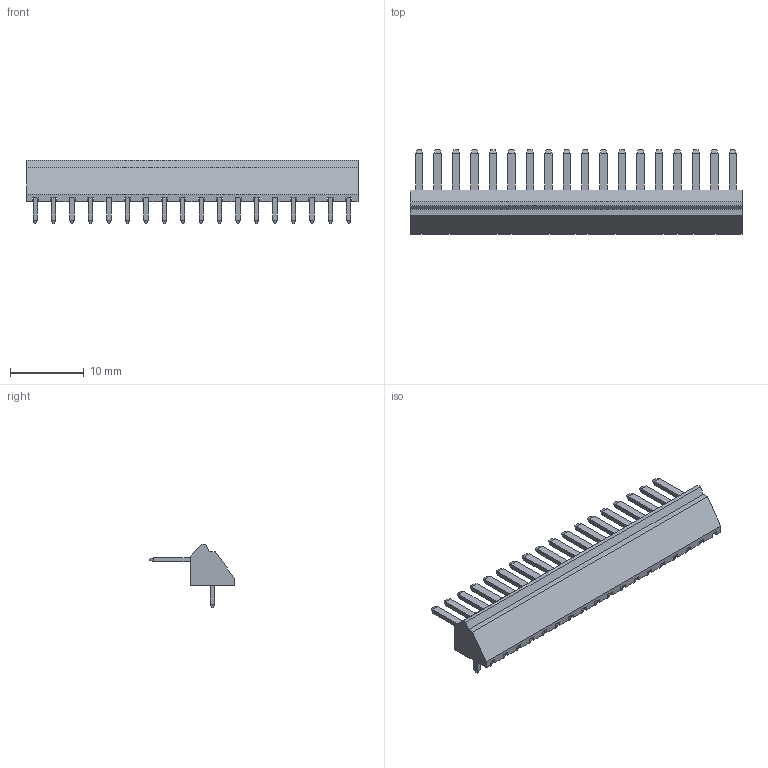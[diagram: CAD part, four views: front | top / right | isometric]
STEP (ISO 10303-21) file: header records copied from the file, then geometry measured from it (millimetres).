
FILE_DESCRIPTION(('FreeCAD Model'),'2;1');
FILE_NAME('Open CASCADE Shape Model','2021-07-29T10:06:23',( 'kicad StepUp'),('ksu MCAD'),'Open CASCADE STEP processor 7.4', 'FreeCAD','Unknown');
FILE_SCHEMA(('AUTOMOTIVE_DESIGN { 1 0 10303 214 1 1 1 1 }'));
Length unit declared in the file: millimetre
Products named in the file (1): JST_NH_BS18P-SHF-1AA_1x18_P2.50mm_Horizontal.copy
Bounding box: 45 x 11.5 x 8.6 mm (x, y, z)
Volume: 1114.3 mm3; surface area: 1523.6 mm2
Topology: 37 solids, 37 shells, 442 faces, 960 edges, 592 vertices
Faces by surface type: plane 298, bspline 144
Entity records: 26434 total; most frequent: CARTESIAN_POINT 5355, DIRECTION 2470, ORIENTED_EDGE 1920, PCURVE 1920, DEFINITIONAL_REPRESENTATION 1920, LINE 1872, VECTOR 1872, B_SPLINE_CURVE_WITH_KNOTS 1008
